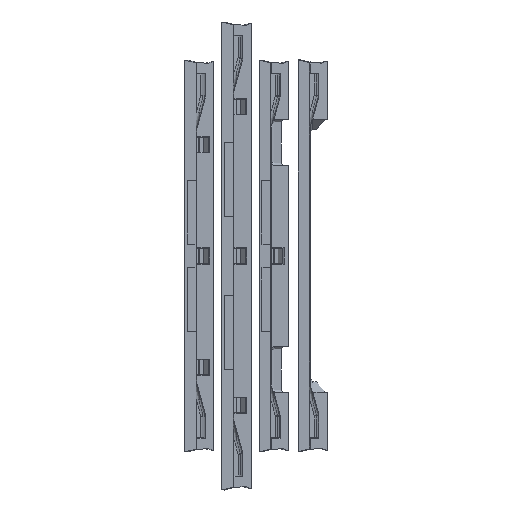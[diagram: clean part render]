
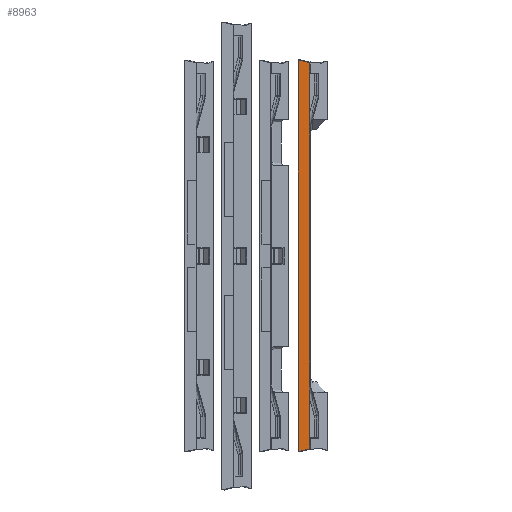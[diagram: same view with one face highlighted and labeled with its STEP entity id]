
A CAD part, top view. The second image highlights one B-rep face of the part: STEP entity #8963.
In plain terms, the highlighted planar face has unit normal (0, 0, 1).
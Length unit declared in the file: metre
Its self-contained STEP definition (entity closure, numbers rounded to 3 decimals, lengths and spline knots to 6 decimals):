
#387=ELLIPSE('',#9534,0.000424,0.0003);
#388=ELLIPSE('',#9535,0.000424,0.0003);
#639=ORIENTED_EDGE('',*,*,#3353,.T.);
#640=ORIENTED_EDGE('',*,*,#3354,.F.);
#641=ORIENTED_EDGE('',*,*,#3355,.F.);
#642=ORIENTED_EDGE('',*,*,#3356,.T.);
#643=ORIENTED_EDGE('',*,*,#3357,.T.);
#644=ORIENTED_EDGE('',*,*,#3358,.T.);
#3353=EDGE_CURVE('',#4709,#4710,#5571,.T.);
#3354=EDGE_CURVE('',#4711,#4710,#5572,.T.);
#3355=EDGE_CURVE('',#4712,#4711,#387,.T.);
#3356=EDGE_CURVE('',#4712,#4713,#5573,.T.);
#3357=EDGE_CURVE('',#4713,#4714,#388,.T.);
#3358=EDGE_CURVE('',#4714,#4709,#5574,.T.);
#4709=VERTEX_POINT('',#13186);
#4710=VERTEX_POINT('',#13187);
#4711=VERTEX_POINT('',#13189);
#4712=VERTEX_POINT('',#13191);
#4713=VERTEX_POINT('',#13193);
#4714=VERTEX_POINT('',#13195);
#5571=LINE('',#13185,#6598);
#5572=LINE('',#13188,#6599);
#5573=LINE('',#13192,#6600);
#5574=LINE('',#13196,#6601);
#6598=VECTOR('',#10460,1.);
#6599=VECTOR('',#10461,1.);
#6600=VECTOR('',#10464,1.);
#6601=VECTOR('',#10467,1.);
#7558=EDGE_LOOP('',(#639,#640,#641,#642,#643,#644));
#8089=FACE_BOUND('',#7558,.T.);
#8620=PLANE('',#9533);
#8963=ADVANCED_FACE('',(#8089),#8620,.T.);
#9533=AXIS2_PLACEMENT_3D('',#13184,#10458,#10459);
#9534=AXIS2_PLACEMENT_3D('',#13190,#10462,#10463);
#9535=AXIS2_PLACEMENT_3D('',#13194,#10465,#10466);
#10458=DIRECTION('',(0.,0.,1.));
#10459=DIRECTION('',(1.,0.,0.));
#10460=DIRECTION('',(0.,1.,0.));
#10461=DIRECTION('',(0.97,-0.244,0.));
#10462=DIRECTION('',(0.,0.,-1.));
#10463=DIRECTION('',(-1.,-0.011,0.));
#10464=DIRECTION('',(0.,-1.,0.));
#10465=DIRECTION('',(0.,0.,1.));
#10466=DIRECTION('',(-1.,0.011,0.));
#10467=DIRECTION('',(0.97,0.244,0.));
#13184=CARTESIAN_POINT('',(0.018122,0.073848,0.0015));
#13185=CARTESIAN_POINT('',(0.021597,-0.227028,0.0015));
#13186=CARTESIAN_POINT('',(0.021597,-0.103493,0.0015));
#13187=CARTESIAN_POINT('',(0.021597,0.103808,0.0015));
#13188=CARTESIAN_POINT('',(0.022715,0.103527,0.0015));
#13189=CARTESIAN_POINT('',(0.015566,0.105327,0.0015));
#13190=CARTESIAN_POINT('',(0.015421,0.105044,0.0015));
#13191=CARTESIAN_POINT('',(0.015447,0.105344,0.0015));
#13192=CARTESIAN_POINT('',(0.015447,-0.069588,0.0015));
#13193=CARTESIAN_POINT('',(0.015447,-0.105028,0.0015));
#13194=CARTESIAN_POINT('',(0.015421,-0.104729,0.0015));
#13195=CARTESIAN_POINT('',(0.015566,-0.105012,0.0015));
#13196=CARTESIAN_POINT('',(0.022715,-0.103211,0.0015));
